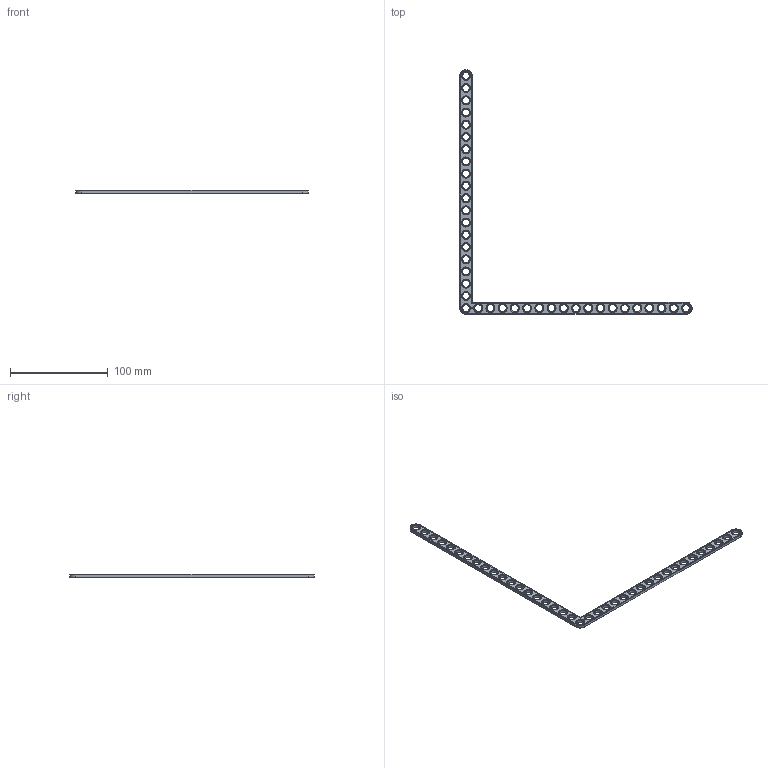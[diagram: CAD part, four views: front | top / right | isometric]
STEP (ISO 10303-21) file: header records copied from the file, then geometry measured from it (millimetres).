
FILE_DESCRIPTION(('FreeCAD Model'),'2;1');
FILE_NAME('Open CASCADE Shape Model','2022-02-09T23:58:00',( 'Paulo Kiefe'),('STEMFIE.org'),'Open CASCADE STEP processor 7.4', 'FreeCAD','Unknown');
FILE_SCHEMA(('AUTOMOTIVE_DESIGN { 1 0 10303 214 1 1 1 1 }'));
Length unit declared in the file: millimetre
Products named in the file (1): Brace_AGD_90_ASYM_ERR_BU19x20x01x00.25_-_SPN-BRC-1170_(stemfie.org)
Bounding box: 237.5 x 250 x 3.12 mm (x, y, z)
Volume: 13226.7 mm3; surface area: 14271.4 mm2
Topology: 1 solids, 1 shells, 687 faces, 1752 edges, 1138 vertices
Faces by surface type: plane 377, extrusion 146, cone 82, cylinder 82
Full cylindrical faces by diameter (mm): 7 x38, 9.2 x38
Entity records: 44680 total; most frequent: CARTESIAN_POINT 10030, DIRECTION 5926, VECTOR 4224, LINE 4078, ORIENTED_EDGE 3504, PCURVE 3504, DEFINITIONAL_REPRESENTATION 3504, EDGE_CURVE 1752
